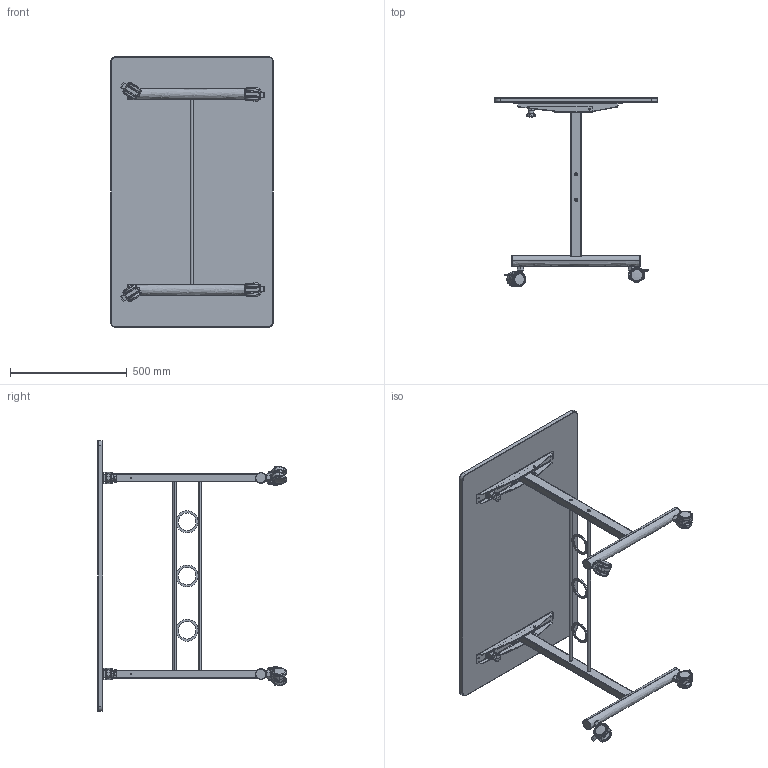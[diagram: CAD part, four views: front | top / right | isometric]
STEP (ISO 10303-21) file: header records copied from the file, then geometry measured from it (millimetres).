
FILE_DESCRIPTION(('FreeCAD Model'),'2;1');
FILE_NAME('Open CASCADE Shape Model','2025-05-28T11:38:50',('FreeCAD'),( 'FreeCAD'),'Open CASCADE STEP processor 7.6','FreeCAD','Unknown');
FILE_SCHEMA(('AUTOMOTIVE_DESIGN { 1 0 10303 214 1 1 1 1 }'));
Products named in the file (1): Open CASCADE STEP translator 7.6 1
Bounding box: 695.67 x 806.51 x 1159.45 mm (x, y, z)
Volume: 18468566.3 mm3; surface area: 2996163.3 mm2
Topology: 42 solids, 46 shells, 1185 faces, 2885 edges, 1808 vertices
Faces by surface type: bspline 1185
Entity records: 39921 total; most frequent: CARTESIAN_POINT 23079, ORIENTED_EDGE 5746, EDGE_CURVE 2873, B_SPLINE_CURVE_WITH_KNOTS 1927, VERTEX_POINT 1808, FACE_BOUND 1327, EDGE_LOOP 1327, ADVANCED_FACE 1185
